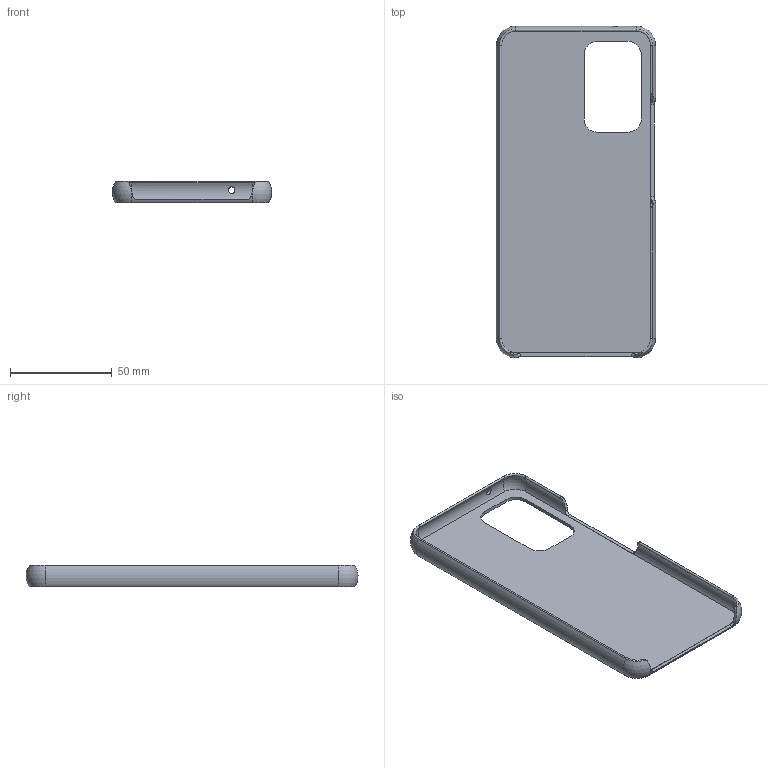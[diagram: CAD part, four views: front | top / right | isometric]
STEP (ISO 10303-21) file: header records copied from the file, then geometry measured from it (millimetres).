
FILE_DESCRIPTION(('FreeCAD Model'),'2;1');
FILE_NAME('Open CASCADE Shape Model','2024-07-10T21:15:34',(''),(''), 'Open CASCADE STEP processor 7.6','FreeCAD','Unknown');
FILE_SCHEMA(('AUTOMOTIVE_DESIGN { 1 0 10303 214 1 1 1 1 }'));
Length unit declared in the file: millimetre
Products named in the file (1): Galaxy_A53_Pattern2
Bounding box: 78.09 x 162.83 x 10.56 mm (x, y, z)
Volume: 21833.7 mm3; surface area: 29069.5 mm2
Topology: 1 solids, 1 shells, 199 faces, 592 edges, 388 vertices
Faces by surface type: extrusion 147, cylinder 25, plane 15, sphere 8, torus 4
Entity records: 6975 total; most frequent: CARTESIAN_POINT 2237, ORIENTED_EDGE 1168, EDGE_CURVE 584, DIRECTION 575, B_SPLINE_CURVE_WITH_KNOTS 471, VERTEX_POINT 388, VECTOR 345, FACE_BOUND 204
